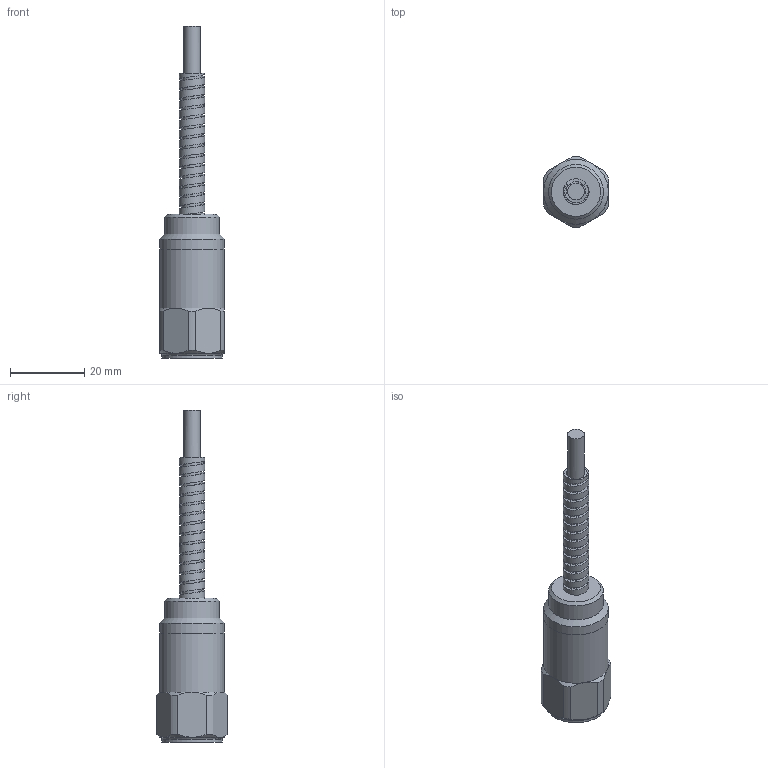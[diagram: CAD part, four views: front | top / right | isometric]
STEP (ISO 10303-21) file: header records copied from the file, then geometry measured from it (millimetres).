
FILE_DESCRIPTION(/* description */ (''),/* implementation_level */ '2;1');
FILE_NAME(/* name */ 'MASTER_MEDIUM_TOP-EXIT_ARMOR_STANDARD.stp',/* time_stamp */ '2017-04-25T18:19:16-04:00',/* author */ ('aneininger'),/* organization */ ('CONNECTION TECHNOLOGY CENTER'),/* preprocessor_version */ 'ST-DEVELOPER v16.5',/* originating_system */ 'Autodesk Inventor 2017',/* authorisation */ '');
FILE_SCHEMA (('AUTOMOTIVE_DESIGN { 1 0 10303 214 3 1 1 }'));
Length unit declared in the file: inch
Products named in the file (1): MASTER_MEDIUM_TOP-EXIT_ARMOR_STANDARD
Bounding box: 17.48 x 19.04 x 89.61 mm (x, y, z)
Volume: 5683 mm3; surface area: 7469.6 mm2
Topology: 1 solids, 1 shells, 311 faces, 662 edges, 431 vertices
Faces by surface type: plane 143, cylinder 107, bspline 41, cone 19, torus 1
Full cylindrical faces by diameter (mm): 0.127 x19, 0.203 x38, 1.27 x1, 1.413 x2, 2.032 x2, 2.89 x1, 3.302 x1, 4.496 x12, 11.43 x1, 11.926 x1, 12.7 x2, 14.745 x1, 14.808 x1, 14.935 x4, 16.256 x1, 17.462 x1, 17.475 x1
Entity records: 13313 total; most frequent: CARTESIAN_POINT 7255, DIRECTION 1147, ORIENTED_EDGE 1054, EDGE_CURVE 527, AXIS2_PLACEMENT_3D 477, EDGE_LOOP 473, VERTEX_POINT 400, FACE_OUTER_BOUND 299
